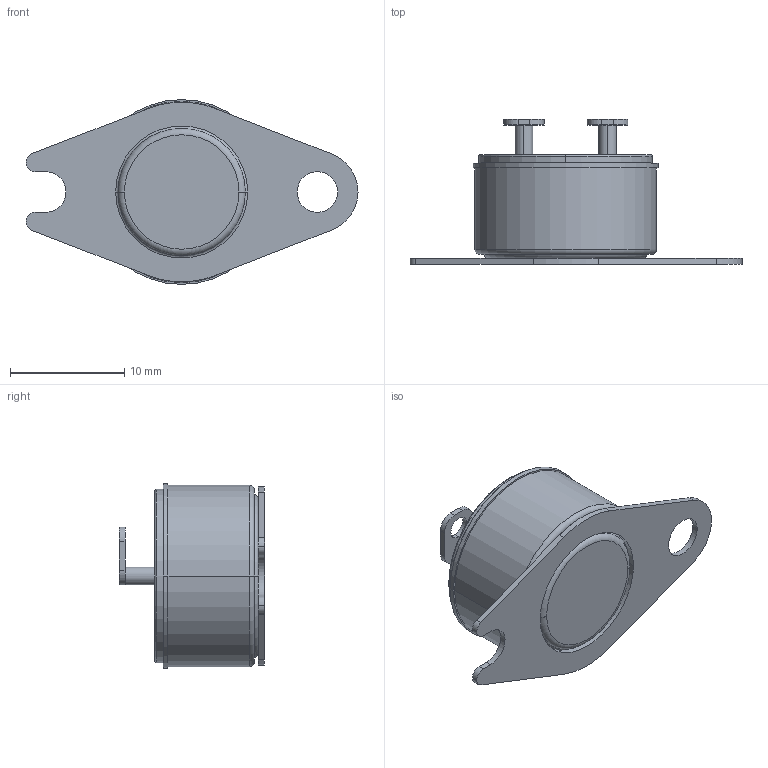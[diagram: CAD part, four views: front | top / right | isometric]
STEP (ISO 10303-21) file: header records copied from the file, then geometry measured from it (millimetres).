
FILE_DESCRIPTION (( 'STEP AP214' ), '1' );
FILE_NAME ('4344-144.STEP', '2021-07-21T03:05:56', ( '' ), ( '' ), 'SwSTEP 2.0', 'SolidWorks 2020', '' );
FILE_SCHEMA (( 'AUTOMOTIVE_DESIGN' ));
Length unit declared in the file: inch
Products named in the file (1): 4344-144
Bounding box: 29.08 x 12.74 x 16.19 mm (x, y, z)
Volume: 1944.6 mm3; surface area: 1400.7 mm2
Topology: 1 solids, 1 shells, 584 faces, 1589 edges, 1056 vertices
Faces by surface type: plane 308, bspline 220, cylinder 42, torus 14
Entity records: 32836 total; most frequent: CARTESIAN_POINT 11842, ORIENTED_EDGE 3178, DIRECTION 1999, EDGE_CURVE 1589, VERTEX_POINT 1056, LINE 1029, VECTOR 1029, EDGE_LOOP 639
